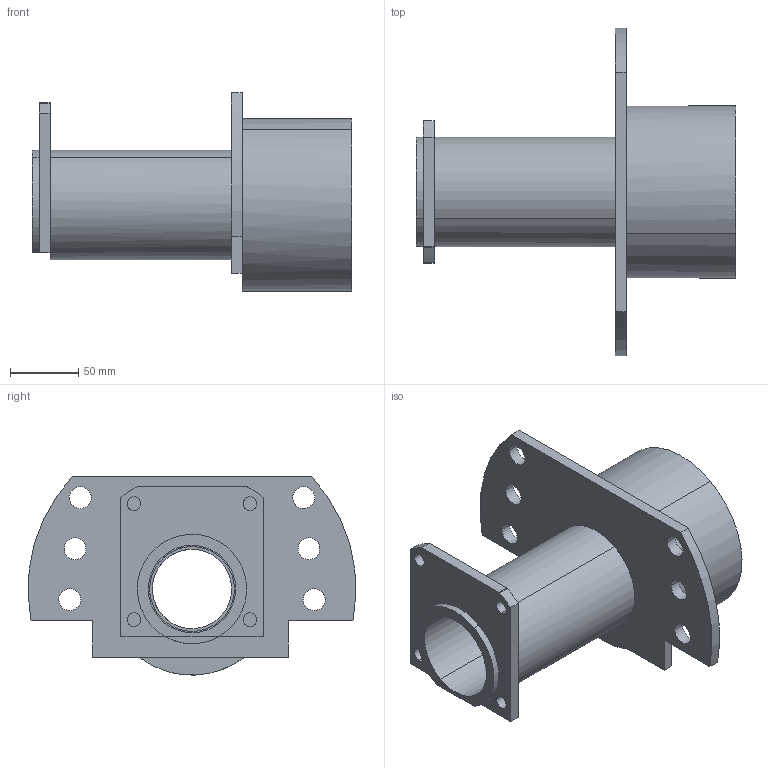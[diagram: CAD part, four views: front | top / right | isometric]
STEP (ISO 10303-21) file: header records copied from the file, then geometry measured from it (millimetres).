
FILE_DESCRIPTION(('CATIA V5 STEP Exchange'),'2;1');
FILE_NAME('Roue_avant_pivot_piece_1.stp','2017-09-04T08:03:40+00:00',('none'),('none'),'CATIA Version 5 Release 20 GA (IN-10)','CATIA V5 STEP AP203','none');
FILE_SCHEMA(('CONFIG_CONTROL_DESIGN'));
Length unit declared in the file: millimetre
Products named in the file (1): Roue_avant_pivot_piece_1
Bounding box: 233.5 x 239.85 x 144.98 mm (x, y, z)
Volume: 902811.5 mm3; surface area: 194252.8 mm2
Topology: 1 solids, 1 shells, 78 faces, 194 edges, 128 vertices
Faces by surface type: cylinder 51, plane 27
Entity records: 2496 total; most frequent: CARTESIAN_POINT 635, ORIENTED_EDGE 388, DIRECTION 305, EDGE_CURVE 194, AXIS2_PLACEMENT_3D 152, VERTEX_POINT 128, EDGE_LOOP 110, VECTOR 88
